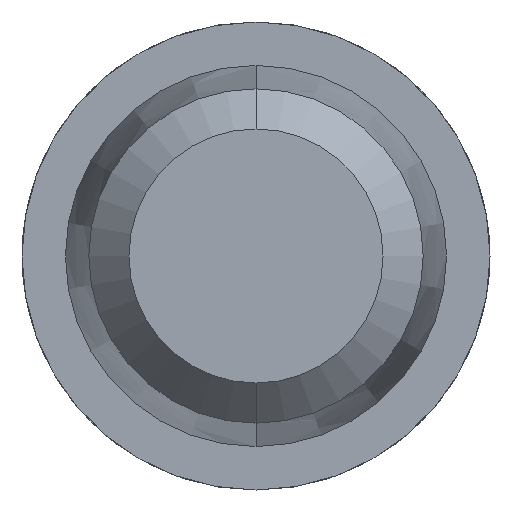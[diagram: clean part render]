
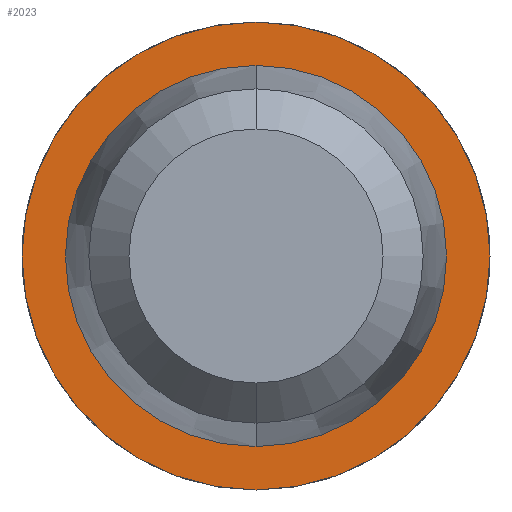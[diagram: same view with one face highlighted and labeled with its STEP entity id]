
A CAD part, front view. The second image highlights one B-rep face of the part: STEP entity #2023.
In plain terms, the highlighted planar face has unit normal (0, -1, 0).
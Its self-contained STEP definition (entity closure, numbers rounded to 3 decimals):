
#44 = FACE_OUTER_BOUND ( 'NONE', #3485, .T. ) ;
#46 = CARTESIAN_POINT ( 'NONE',  ( 0., 26., 0.7 ) ) ;
#167 = AXIS2_PLACEMENT_3D ( 'NONE', #1856, #908, #1846 ) ;
#292 = PLANE ( 'NONE',  #3432 ) ;
#377 = DIRECTION ( 'NONE',  ( 0., -1., 0. ) ) ;
#439 = CIRCLE ( 'NONE', #488, 0.57 ) ;
#458 = ORIENTED_EDGE ( 'NONE', *, *, #3422, .T. ) ;
#488 = AXIS2_PLACEMENT_3D ( 'NONE', #3918, #3278, #3568 ) ;
#636 = EDGE_CURVE ( 'Defeature ausgef�hrt1_14+Defeature ausgef�hrt1_15+Defeature ausgef�hrt1_15+Defeature ausgef�hrt1_15', #1717, #980, #439, .T. ) ;
#718 = ORIENTED_EDGE ( 'NONE', *, *, #2200, .T. ) ;
#837 = CIRCLE ( 'NONE', #2269, 0.7 ) ;
#908 = DIRECTION ( 'NONE',  ( 0., -1., 0. ) ) ;
#953 = VERTEX_POINT ( 'NONE', #3975 ) ;
#957 = CIRCLE ( 'NONE', #167, 0.57 ) ;
#980 = VERTEX_POINT ( 'NONE', #2050 ) ;
#1549 = CARTESIAN_POINT ( 'NONE',  ( 0., 26., 0. ) ) ;
#1717 = VERTEX_POINT ( 'NONE', #4035 ) ;
#1846 = DIRECTION ( 'NONE',  ( 0., 0., -1. ) ) ;
#1856 = CARTESIAN_POINT ( 'NONE',  ( 0., 26., 0. ) ) ;
#1925 = FACE_BOUND ( 'NONE', #3639, .T. ) ;
#1932 = EDGE_CURVE ( 'Defeature ausgef�hrt1_14+Defeature ausgef�hrt1_15+Defeature ausgef�hrt1_15+Defeature ausgef�hrt1_15', #980, #1717, #957, .T. ) ;
#2023 = ADVANCED_FACE ( 'Defeature ausgef�hrt1_15', ( #44, #1925 ), #292, .T. ) ;
#2050 = CARTESIAN_POINT ( 'NONE',  ( 0., 26., 0.57 ) ) ;
#2177 = DIRECTION ( 'NONE',  ( 0., 0., -1. ) ) ;
#2200 = EDGE_CURVE ( 'Defeature ausgef�hrt1_15+Defeature ausgef�hrt1_16+Defeature ausgef�hrt1_16+Defeature ausgef�hrt1_16', #953, #3027, #3496, .T. ) ;
#2218 = AXIS2_PLACEMENT_3D ( 'NONE', #1549, #3134, #2177 ) ;
#2269 = AXIS2_PLACEMENT_3D ( 'NONE', #2917, #377, #3505 ) ;
#2583 = ORIENTED_EDGE ( 'NONE', *, *, #1932, .F. ) ;
#2632 = CARTESIAN_POINT ( 'NONE',  ( 0.57, 26., 0. ) ) ;
#2917 = CARTESIAN_POINT ( 'NONE',  ( 0., 26., 0. ) ) ;
#3027 = VERTEX_POINT ( 'NONE', #46 ) ;
#3134 = DIRECTION ( 'NONE',  ( 0., -1., 0. ) ) ;
#3246 = DIRECTION ( 'NONE',  ( 0., 0., -1. ) ) ;
#3278 = DIRECTION ( 'NONE',  ( 0., -1., 0. ) ) ;
#3422 = EDGE_CURVE ( 'Defeature ausgef�hrt1_15+Defeature ausgef�hrt1_16+Defeature ausgef�hrt1_16+Defeature ausgef�hrt1_16', #3027, #953, #837, .T. ) ;
#3432 = AXIS2_PLACEMENT_3D ( 'NONE', #2632, #3881, #3246 ) ;
#3485 = EDGE_LOOP ( 'NONE', ( #718, #458 ) ) ;
#3496 = CIRCLE ( 'NONE', #2218, 0.7 ) ;
#3505 = DIRECTION ( 'NONE',  ( 0., 0., -1. ) ) ;
#3568 = DIRECTION ( 'NONE',  ( 0., 0., -1. ) ) ;
#3639 = EDGE_LOOP ( 'NONE', ( #2583, #3712 ) ) ;
#3712 = ORIENTED_EDGE ( 'NONE', *, *, #636, .F. ) ;
#3881 = DIRECTION ( 'NONE',  ( 0., -1., 0. ) ) ;
#3918 = CARTESIAN_POINT ( 'NONE',  ( 0., 26., 0. ) ) ;
#3975 = CARTESIAN_POINT ( 'NONE',  ( 0., 26., -0.7 ) ) ;
#4035 = CARTESIAN_POINT ( 'NONE',  ( 0., 26., -0.57 ) ) ;
